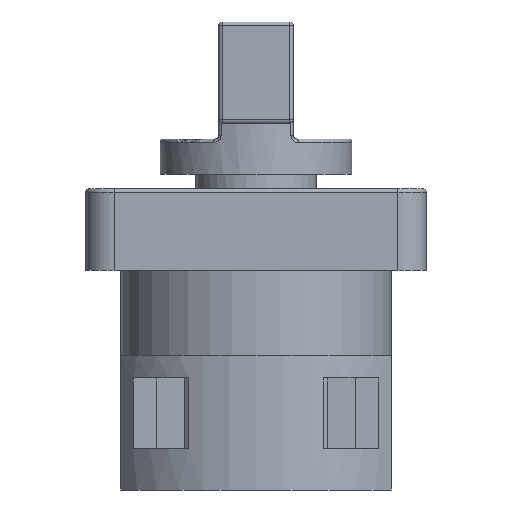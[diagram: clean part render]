
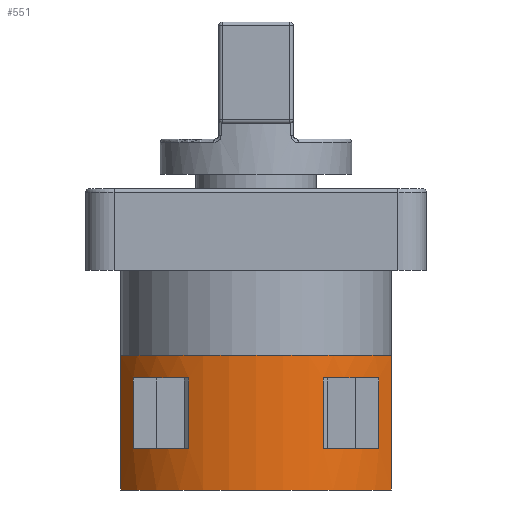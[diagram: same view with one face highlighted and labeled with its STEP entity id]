
A CAD part, front view. The second image highlights one B-rep face of the part: STEP entity #551.
In plain terms, the highlighted cylindrical face has radius 22.75 mm (diameter 45.5 mm), a partial arc.
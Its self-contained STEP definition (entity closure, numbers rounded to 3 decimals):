
#105 = DIRECTION ( 'NONE',  ( 0., 0., 1. ) ) ;
#108 = ORIENTED_EDGE ( 'NONE', *, *, #10207, .F. ) ;
#394 = LINE ( 'NONE', #6161, #7865 ) ;
#551 = ADVANCED_FACE ( 'NONE', ( #10357, #4980, #8071 ), #8750, .T. ) ;
#749 = AXIS2_PLACEMENT_3D ( 'NONE', #9465, #3368, #8507 ) ;
#873 = ORIENTED_EDGE ( 'NONE', *, *, #7319, .F. ) ;
#1266 = DIRECTION ( 'NONE',  ( -1., 0., 0. ) ) ;
#1285 = LINE ( 'NONE', #5577, #7942 ) ;
#1330 = VECTOR ( 'NONE', #5633, 1000. ) ;
#1434 = DIRECTION ( 'NONE',  ( 0., 0., 1. ) ) ;
#1558 = DIRECTION ( 'NONE',  ( 0., 0., -1. ) ) ;
#1571 = CARTESIAN_POINT ( 'NONE',  ( 0., 0., -26.7 ) ) ;
#1619 = EDGE_CURVE ( 'NONE', #6971, #1828, #4950, .T. ) ;
#1706 = ORIENTED_EDGE ( 'NONE', *, *, #5298, .F. ) ;
#1737 = LINE ( 'NONE', #2214, #1330 ) ;
#1828 = VERTEX_POINT ( 'NONE', #2084 ) ;
#1849 = CARTESIAN_POINT ( 'NONE',  ( 19.1, -12.359, -42.5 ) ) ;
#1991 = ORIENTED_EDGE ( 'NONE', *, *, #1619, .F. ) ;
#1998 = ORIENTED_EDGE ( 'NONE', *, *, #6760, .F. ) ;
#2025 = AXIS2_PLACEMENT_3D ( 'NONE', #8925, #4961, #8404 ) ;
#2084 = CARTESIAN_POINT ( 'NONE',  ( -19.1, -12.359, -23.5 ) ) ;
#2122 = DIRECTION ( 'NONE',  ( 0., 0., -1. ) ) ;
#2183 = DIRECTION ( 'NONE',  ( 0., 0., -1. ) ) ;
#2199 = CARTESIAN_POINT ( 'NONE',  ( 0., 0., -26.7 ) ) ;
#2214 = CARTESIAN_POINT ( 'NONE',  ( -9.5, -20.672, -42.5 ) ) ;
#2253 = DIRECTION ( 'NONE',  ( -1., 0., 0. ) ) ;
#2398 = DIRECTION ( 'NONE',  ( 0., 0., -1. ) ) ;
#2720 = VERTEX_POINT ( 'NONE', #5474 ) ;
#2772 = CARTESIAN_POINT ( 'NONE',  ( 9.5, -20.672, -26.7 ) ) ;
#2977 = EDGE_LOOP ( 'NONE', ( #5477, #1991, #1706, #7627 ) ) ;
#3248 = EDGE_LOOP ( 'NONE', ( #108, #6321, #10852, #4074 ) ) ;
#3260 = VERTEX_POINT ( 'NONE', #10963 ) ;
#3309 = CARTESIAN_POINT ( 'NONE',  ( -9.5, -20.672, -26.7 ) ) ;
#3326 = CIRCLE ( 'NONE', #4822, 22.75 ) ;
#3368 = DIRECTION ( 'NONE',  ( 0., 0., 1. ) ) ;
#3402 = CARTESIAN_POINT ( 'NONE',  ( -19.1, -12.359, -42.5 ) ) ;
#3518 = EDGE_CURVE ( 'NONE', #9315, #7055, #394, .T. ) ;
#4074 = ORIENTED_EDGE ( 'NONE', *, *, #5028, .F. ) ;
#4324 = CIRCLE ( 'NONE', #9632, 22.75 ) ;
#4345 = VECTOR ( 'NONE', #5497, 1000. ) ;
#4399 = CARTESIAN_POINT ( 'NONE',  ( 19.1, -12.359, -23.5 ) ) ;
#4477 = CARTESIAN_POINT ( 'NONE',  ( -17.321, -14.75, -26.7 ) ) ;
#4537 = DIRECTION ( 'NONE',  ( 0., 0., 1. ) ) ;
#4822 = AXIS2_PLACEMENT_3D ( 'NONE', #7592, #1434, #7527 ) ;
#4950 = LINE ( 'NONE', #10224, #6144 ) ;
#4961 = DIRECTION ( 'NONE',  ( 0., 0., 1. ) ) ;
#4980 = FACE_OUTER_BOUND ( 'NONE', #2977, .T. ) ;
#5028 = EDGE_CURVE ( 'NONE', #8035, #10086, #10136, .T. ) ;
#5298 = EDGE_CURVE ( 'NONE', #9315, #6971, #4324, .T. ) ;
#5427 = DIRECTION ( 'NONE',  ( 0., 0., -1. ) ) ;
#5474 = CARTESIAN_POINT ( 'NONE',  ( -9.5, -20.672, -36.7 ) ) ;
#5477 = ORIENTED_EDGE ( 'NONE', *, *, #7993, .T. ) ;
#5497 = DIRECTION ( 'NONE',  ( 0., 0., -1. ) ) ;
#5577 = CARTESIAN_POINT ( 'NONE',  ( -17.321, -14.75, -42.5 ) ) ;
#5598 = EDGE_CURVE ( 'NONE', #6868, #5946, #6351, .T. ) ;
#5633 = DIRECTION ( 'NONE',  ( 0., 0., 1. ) ) ;
#5831 = CARTESIAN_POINT ( 'NONE',  ( 17.321, -14.75, -26.7 ) ) ;
#5946 = VERTEX_POINT ( 'NONE', #2772 ) ;
#6144 = VECTOR ( 'NONE', #4537, 1000. ) ;
#6161 = CARTESIAN_POINT ( 'NONE',  ( 19.1, -12.359, -42.5 ) ) ;
#6217 = DIRECTION ( 'NONE',  ( -1., 0., 0. ) ) ;
#6303 = CARTESIAN_POINT ( 'NONE',  ( 0., 0., -23.5 ) ) ;
#6321 = ORIENTED_EDGE ( 'NONE', *, *, #5598, .F. ) ;
#6351 = CIRCLE ( 'NONE', #9002, 22.75 ) ;
#6358 = AXIS2_PLACEMENT_3D ( 'NONE', #1571, #2398, #11098 ) ;
#6760 = EDGE_CURVE ( 'NONE', #10603, #3260, #1285, .T. ) ;
#6793 = CARTESIAN_POINT ( 'NONE',  ( 9.5, -20.672, -42.5 ) ) ;
#6868 = VERTEX_POINT ( 'NONE', #5831 ) ;
#6971 = VERTEX_POINT ( 'NONE', #3402 ) ;
#7009 = AXIS2_PLACEMENT_3D ( 'NONE', #6303, #5427, #6217 ) ;
#7055 = VERTEX_POINT ( 'NONE', #4399 ) ;
#7096 = CARTESIAN_POINT ( 'NONE',  ( 17.321, -14.75, -42.5 ) ) ;
#7229 = CARTESIAN_POINT ( 'NONE',  ( 9.5, -20.672, -36.7 ) ) ;
#7319 = EDGE_CURVE ( 'NONE', #3260, #2720, #3326, .T. ) ;
#7339 = VERTEX_POINT ( 'NONE', #3309 ) ;
#7357 = CIRCLE ( 'NONE', #6358, 22.75 ) ;
#7376 = DIRECTION ( 'NONE',  ( 0., 0., -1. ) ) ;
#7527 = DIRECTION ( 'NONE',  ( 1., 0., 0. ) ) ;
#7592 = CARTESIAN_POINT ( 'NONE',  ( 0., 0., -36.7 ) ) ;
#7627 = ORIENTED_EDGE ( 'NONE', *, *, #3518, .T. ) ;
#7725 = LINE ( 'NONE', #6793, #7995 ) ;
#7865 = VECTOR ( 'NONE', #105, 1000. ) ;
#7942 = VECTOR ( 'NONE', #2122, 1000. ) ;
#7993 = EDGE_CURVE ( 'NONE', #7055, #1828, #8043, .T. ) ;
#7995 = VECTOR ( 'NONE', #1558, 1000. ) ;
#8035 = VERTEX_POINT ( 'NONE', #7229 ) ;
#8043 = CIRCLE ( 'NONE', #7009, 22.75 ) ;
#8071 = FACE_BOUND ( 'NONE', #9236, .T. ) ;
#8404 = DIRECTION ( 'NONE',  ( 1., 0., 0. ) ) ;
#8507 = DIRECTION ( 'NONE',  ( 1., 0., 0. ) ) ;
#8750 = CYLINDRICAL_SURFACE ( 'NONE', #2025, 22.75 ) ;
#8925 = CARTESIAN_POINT ( 'NONE',  ( 0., 0., -42.5 ) ) ;
#9002 = AXIS2_PLACEMENT_3D ( 'NONE', #2199, #7376, #1266 ) ;
#9195 = ORIENTED_EDGE ( 'NONE', *, *, #9548, .F. ) ;
#9236 = EDGE_LOOP ( 'NONE', ( #9195, #9956, #873, #1998 ) ) ;
#9315 = VERTEX_POINT ( 'NONE', #1849 ) ;
#9465 = CARTESIAN_POINT ( 'NONE',  ( 0., 0., -36.7 ) ) ;
#9548 = EDGE_CURVE ( 'NONE', #7339, #10603, #7357, .T. ) ;
#9632 = AXIS2_PLACEMENT_3D ( 'NONE', #9985, #2183, #2253 ) ;
#9956 = ORIENTED_EDGE ( 'NONE', *, *, #10389, .F. ) ;
#9985 = CARTESIAN_POINT ( 'NONE',  ( 0., 0., -42.5 ) ) ;
#10086 = VERTEX_POINT ( 'NONE', #10129 ) ;
#10129 = CARTESIAN_POINT ( 'NONE',  ( 17.321, -14.75, -36.7 ) ) ;
#10136 = CIRCLE ( 'NONE', #749, 22.75 ) ;
#10207 = EDGE_CURVE ( 'NONE', #5946, #8035, #7725, .T. ) ;
#10224 = CARTESIAN_POINT ( 'NONE',  ( -19.1, -12.359, -42.5 ) ) ;
#10283 = EDGE_CURVE ( 'NONE', #6868, #10086, #11115, .T. ) ;
#10357 = FACE_BOUND ( 'NONE', #3248, .T. ) ;
#10389 = EDGE_CURVE ( 'NONE', #2720, #7339, #1737, .T. ) ;
#10603 = VERTEX_POINT ( 'NONE', #4477 ) ;
#10852 = ORIENTED_EDGE ( 'NONE', *, *, #10283, .T. ) ;
#10963 = CARTESIAN_POINT ( 'NONE',  ( -17.321, -14.75, -36.7 ) ) ;
#11098 = DIRECTION ( 'NONE',  ( -1., 0., 0. ) ) ;
#11115 = LINE ( 'NONE', #7096, #4345 ) ;
